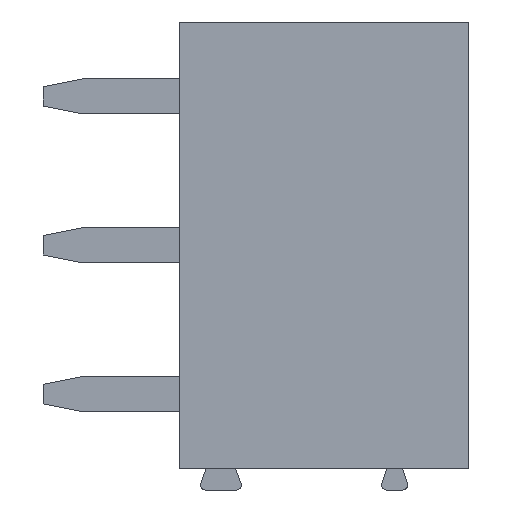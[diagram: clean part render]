
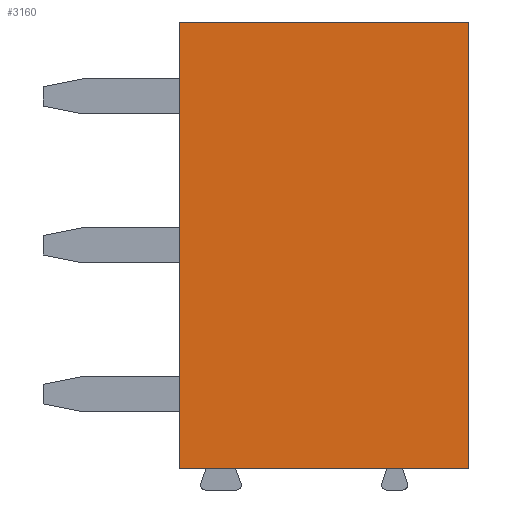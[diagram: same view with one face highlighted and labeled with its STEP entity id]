
A CAD part, front view. The second image highlights one B-rep face of the part: STEP entity #3160.
In plain terms, the highlighted planar face has unit normal (0, -1, 0).
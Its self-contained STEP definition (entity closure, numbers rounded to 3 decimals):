
#45=DIRECTION('',(1.,0.,0.));
#46=VECTOR('',#45,7.4);
#47=CARTESIAN_POINT('',(-3.7,-4.8,-9.525));
#48=LINE('',#47,#46);
#666=DIRECTION('',(1.,0.,0.));
#667=VECTOR('',#666,7.4);
#668=CARTESIAN_POINT('',(-3.7,-4.8,1.905));
#669=LINE('',#668,#667);
#744=DIRECTION('',(0.,0.,1.));
#745=VECTOR('',#744,11.43);
#746=CARTESIAN_POINT('',(3.7,-4.8,-9.525));
#747=LINE('',#746,#745);
#796=DIRECTION('',(0.,0.,1.));
#797=VECTOR('',#796,11.43);
#798=CARTESIAN_POINT('',(-3.7,-4.8,-9.525));
#799=LINE('',#798,#797);
#1664=CARTESIAN_POINT('',(-3.7,-4.8,-9.525));
#1666=VERTEX_POINT('',#1664);
#1667=CARTESIAN_POINT('',(3.7,-4.8,-9.525));
#1668=VERTEX_POINT('',#1667);
#1676=CARTESIAN_POINT('',(-3.7,-4.8,1.905));
#1678=VERTEX_POINT('',#1676);
#1679=CARTESIAN_POINT('',(3.7,-4.8,1.905));
#1680=VERTEX_POINT('',#1679);
#3149=CARTESIAN_POINT('',(-3.7,-4.8,-9.525));
#3150=DIRECTION('',(0.,-1.,0.));
#3151=DIRECTION('',(1.,0.,0.));
#3152=AXIS2_PLACEMENT_3D('',#3149,#3150,#3151);
#3153=PLANE('',#3152);
#3154=ORIENTED_EDGE('',*,*,#2172,.F.);
#3155=ORIENTED_EDGE('',*,*,#2367,.T.);
#3156=ORIENTED_EDGE('',*,*,#2983,.T.);
#3157=ORIENTED_EDGE('',*,*,#3112,.F.);
#3158=EDGE_LOOP('',(#3154,#3155,#3156,#3157));
#3159=FACE_OUTER_BOUND('',#3158,.F.);
#2172=EDGE_CURVE('',#1666,#1668,#48,.T.);
#2367=EDGE_CURVE('',#1666,#1678,#799,.T.);
#2983=EDGE_CURVE('',#1678,#1680,#669,.T.);
#3112=EDGE_CURVE('',#1668,#1680,#747,.T.);
#3160=ADVANCED_FACE('',(#3159),#3153,.T.);
